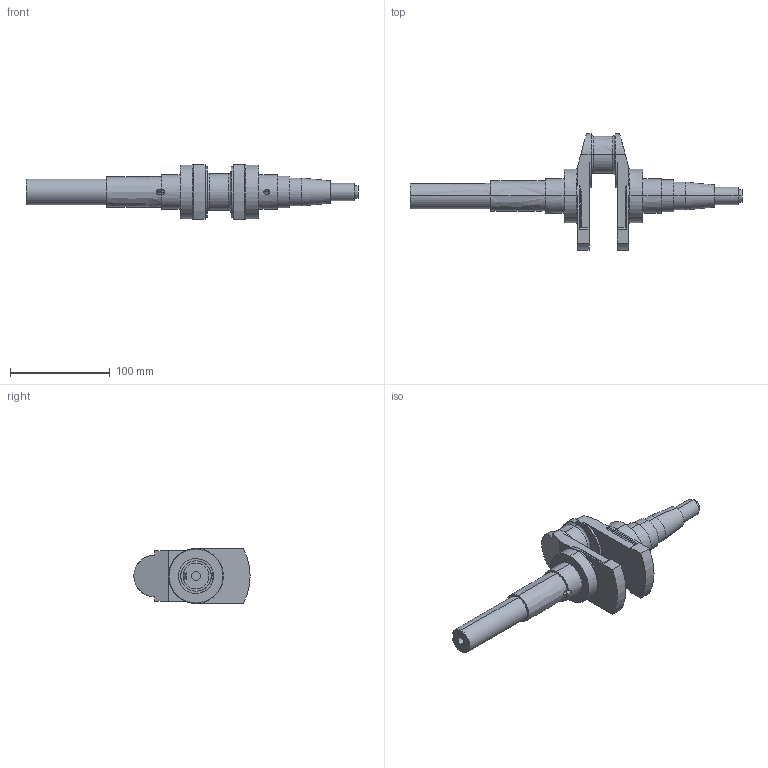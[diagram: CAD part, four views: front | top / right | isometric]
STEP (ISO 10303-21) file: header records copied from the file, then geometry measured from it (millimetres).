
FILE_DESCRIPTION( ( 'STEP Version 203' ), '1' );
FILE_NAME( 'crankshaft.stp', '06/03/16 16:33:11', ( 'Er. Tanay Kotecha' ), ( ' ' ), 'PSStep 14.0', 'DesignModeler STEP Output', ' ' );
FILE_SCHEMA( ( 'CONFIG_CONTROL_DESIGN' ) );
Length unit declared in the file: metre
Products named in the file (1): 1
Bounding box: 332.67 x 116.49 x 55 mm (x, y, z)
Volume: 365511.7 mm3; surface area: 61620.5 mm2
Topology: 1 solids, 1 shells, 144 faces, 385 edges, 243 vertices
Faces by surface type: revolution 72, bspline 72
Entity records: 6373 total; most frequent: CARTESIAN_POINT 3089, ORIENTED_EDGE 754, DIRECTION 467, EDGE_CURVE 377, VERTEX_POINT 243, LINE 171, VECTOR 171, EDGE_LOOP 162
